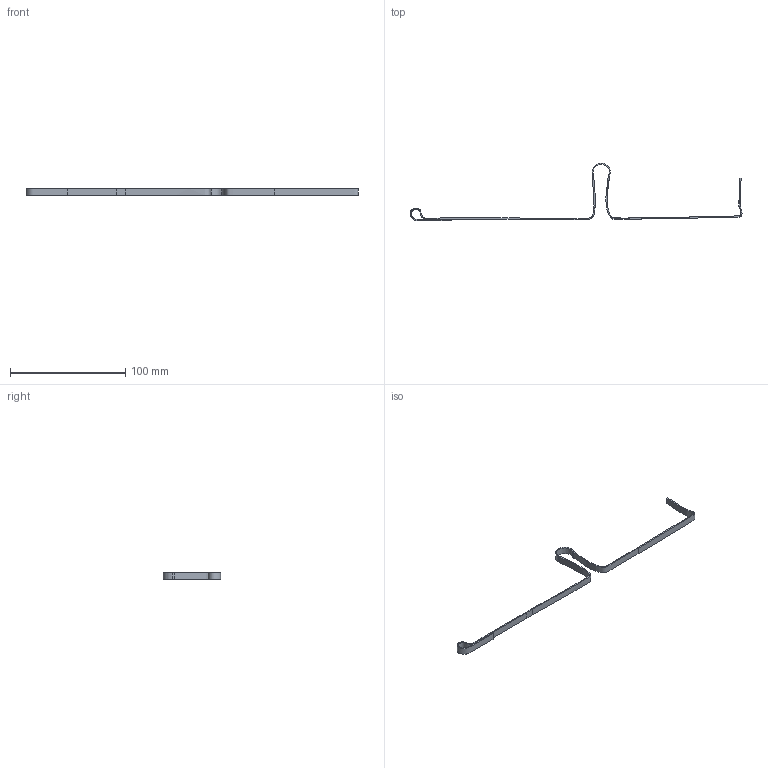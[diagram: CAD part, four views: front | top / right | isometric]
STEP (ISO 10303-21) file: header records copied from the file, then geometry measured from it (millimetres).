
FILE_DESCRIPTION(/* description */ ('','CAx-IF Rec.Pracs.---Representation and Presentation of Product Manufacturing Information (PMI)---4.0---2014-10-13'),/* implementation_level */ '2;1');
FILE_NAME(/* name */ 'OSSM - Actuator_Linear Rail Assembly_Hardware - Linear Rail Assembly_Gates 2GT 9mm Belt (~500mm)_step.stp',/* time_stamp */ '2025-02-03T22:38:19-05:00',/* author */ (''),/* organization */ (''),/* preprocessor_version */ 'ST-DEVELOPER v20',/* originating_system */ 'Autodesk Translation Framework v13.20.0.188',/* authorisation */ '');
FILE_SCHEMA (('AP242_MANAGED_MODEL_BASED_3D_ENGINEERING_MIM_LF { 1 0 10303 442 1 1 4 }'));
Length unit declared in the file: millimetre
Products named in the file (1): OSSM Belt Routing
Bounding box: 287.82 x 49.96 x 6 mm (x, y, z)
Volume: 2611.5 mm3; surface area: 6355.5 mm2
Topology: 2 solids, 2 shells, 33 faces, 87 edges, 58 vertices
Faces by surface type: plane 17, bspline 14, cylinder 2
Entity records: 2714 total; most frequent: CARTESIAN_POINT 1939, ORIENTED_EDGE 174, DIRECTION 107, EDGE_CURVE 87, VERTEX_POINT 58, LINE 47, VECTOR 47, FACE_OUTER_BOUND 33
